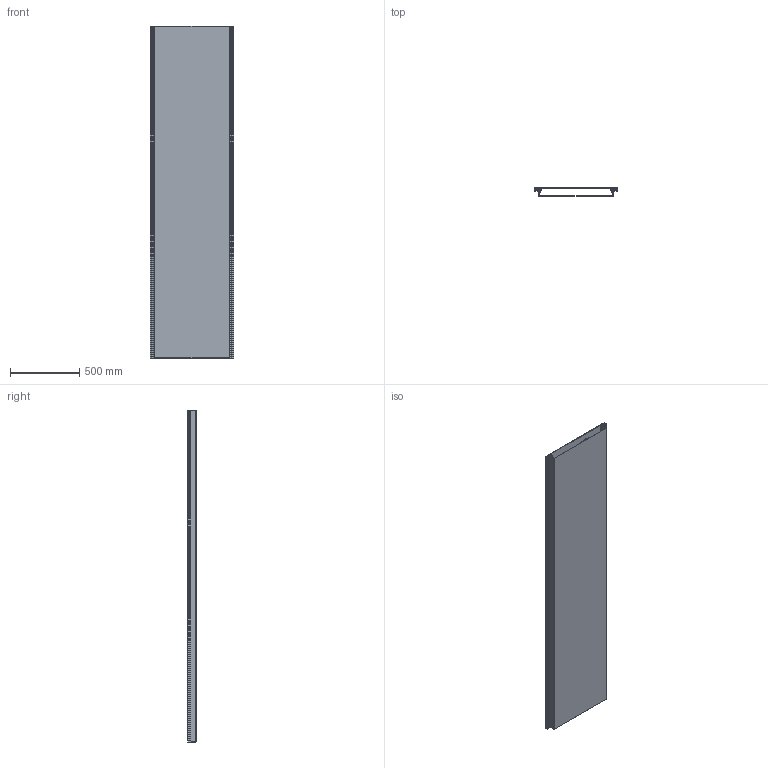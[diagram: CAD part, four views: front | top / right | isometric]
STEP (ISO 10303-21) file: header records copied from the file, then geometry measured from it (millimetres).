
FILE_DESCRIPTION((''),'2;1');
FILE_NAME('7424784_ASM','2014-06-06T',('AndreasKeweloh'),(''),'PRO/ENGINEER BY PARAMETRIC TECHNOLOGY CORPORATION, 2014000','PRO/ENGINEER BY PARAMETRIC TECHNOLOGY CORPORATION, 2014000','');
FILE_SCHEMA(('CONFIG_CONTROL_DESIGN'));
Length unit declared in the file: millimetre
Products named in the file (6): 42955C; 43929B; 43948HA_39401036; 43423G; 32812B; 7424784_ASM
Assembly tree (17 placements, depth 2):
  7424784_ASM
    42955C  x6
    43929B
    43948HA_39401036  x6
    43423G  x2
    32812B  x2
Bounding box: 602.9 x 60 x 2400 mm (x, y, z)
Volume: 8585765.3 mm3; surface area: 8149672.9 mm2
Topology: 17 solids, 17 shells, 860 faces, 2426 edges, 1600 vertices
Faces by surface type: plane 414, cylinder 386, cone 60
Entity records: 9867 total; most frequent: CARTESIAN_POINT 1904, DIRECTION 1673, ORIENTED_EDGE 1646, EDGE_CURVE 823, AXIS2_PLACEMENT_3D 584, VERTEX_POINT 540, VECTOR 505, LINE 505
